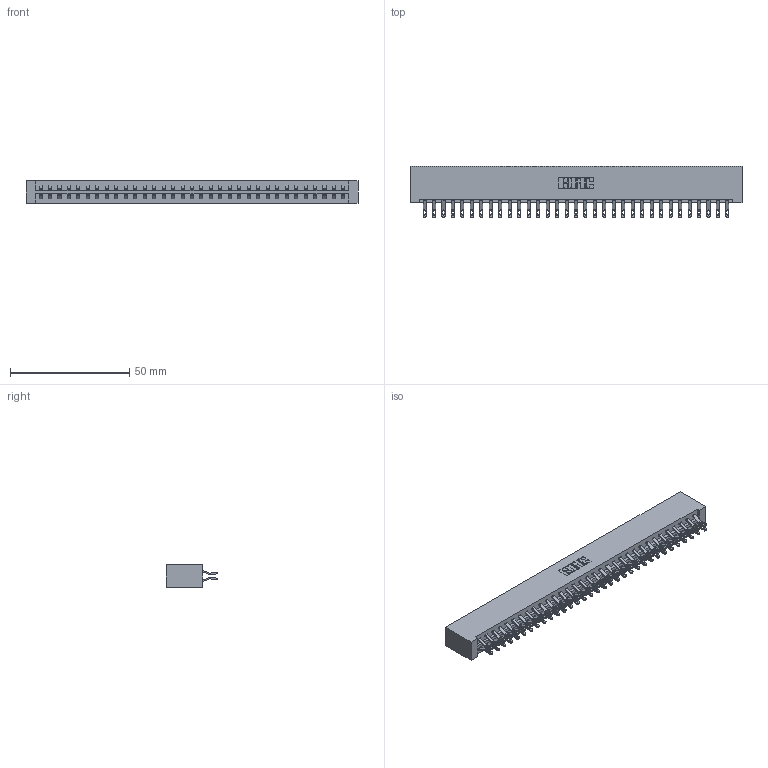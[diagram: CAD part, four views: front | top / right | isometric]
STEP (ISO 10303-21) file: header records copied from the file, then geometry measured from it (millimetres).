
FILE_DESCRIPTION (( 'STEP AP203' ), '1' );
FILE_NAME ('833-066-555-201.STEP', '2020-06-05T09:18:27', ( '' ), ( '' ), 'SwSTEP 2.0', 'SolidWorks 2020', '' );
FILE_SCHEMA (( 'CONFIG_CONTROL_DESIGN' ));
Length unit declared in the file: inch
Products named in the file (3): 345-292-001_555 Tail; 833 Part_Lugless; 833-066-555-201
Assembly tree (67 placements, depth 2):
  833-066-555-201
    833 Part_Lugless
    345-292-001_555 Tail  x66
Bounding box: 139.01 x 21.47 x 9.4 mm (x, y, z)
Volume: 14932.1 mm3; surface area: 18297 mm2
Topology: 67 solids, 67 shells, 3934 faces, 12365 edges, 8242 vertices
Faces by surface type: plane 2310, cylinder 1624
Entity records: 22443 total; most frequent: CARTESIAN_POINT 3764, ORIENTED_EDGE 3670, DIRECTION 3195, EDGE_CURVE 1835, VECTOR 1695, LINE 1695, VERTEX_POINT 1222, AXIS2_PLACEMENT_3D 750
